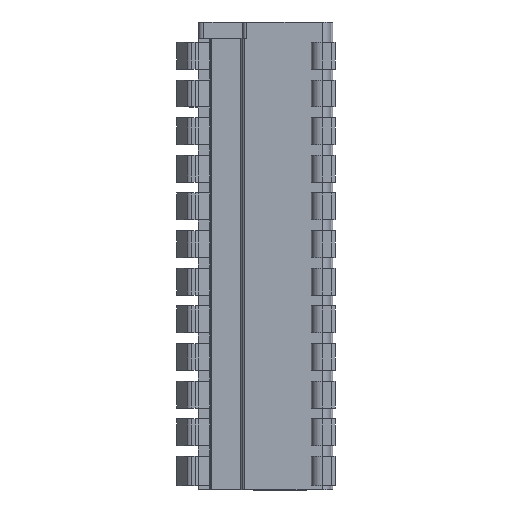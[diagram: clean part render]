
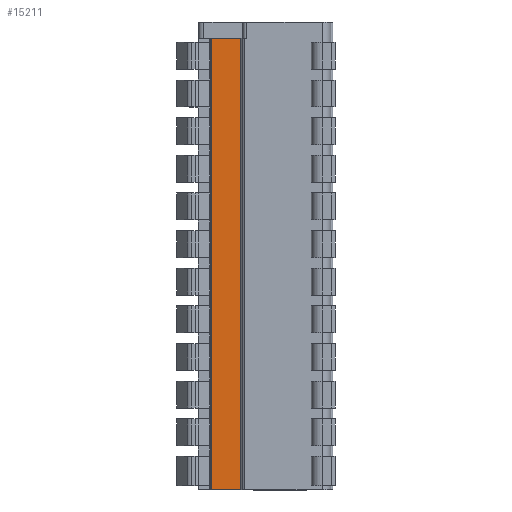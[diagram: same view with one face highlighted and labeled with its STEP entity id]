
A CAD part, top view. The second image highlights one B-rep face of the part: STEP entity #15211.
In plain terms, the highlighted planar face has unit normal (0, 0, 1).
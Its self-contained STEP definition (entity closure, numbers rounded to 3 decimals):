
#36=DIRECTION('',(1.,0.,0.));
#37=VECTOR('',#36,2.7);
#38=CARTESIAN_POINT('',(-4.12,0.,2.73));
#39=LINE('',#38,#37);
#1600=DIRECTION('',(1.,0.,0.));
#1601=VECTOR('',#1600,2.7);
#1602=CARTESIAN_POINT('',(-4.12,-42.,2.73));
#1603=LINE('',#1602,#1601);
#5160=DIRECTION('',(0.,-1.,0.));
#5161=VECTOR('',#5160,42.);
#5162=CARTESIAN_POINT('',(-4.12,0.,2.73));
#5163=LINE('',#5162,#5161);
#5164=DIRECTION('',(0.,-1.,0.));
#5165=VECTOR('',#5164,42.);
#5166=CARTESIAN_POINT('',(-1.42,0.,2.73));
#5167=LINE('',#5166,#5165);
#6829=CARTESIAN_POINT('',(-4.12,0.,2.73));
#6830=VERTEX_POINT('',#6829);
#6831=CARTESIAN_POINT('',(-1.42,0.,2.73));
#6832=VERTEX_POINT('',#6831);
#6867=CARTESIAN_POINT('',(-4.12,-42.,2.73));
#6868=VERTEX_POINT('',#6867);
#6869=CARTESIAN_POINT('',(-1.42,-42.,2.73));
#6870=VERTEX_POINT('',#6869);
#15199=CARTESIAN_POINT('',(-4.12,0.,2.73));
#15200=DIRECTION('',(0.,0.,1.));
#15201=DIRECTION('',(1.,0.,0.));
#15202=AXIS2_PLACEMENT_3D('',#15199,#15200,#15201);
#15203=PLANE('',#15202);
#15204=ORIENTED_EDGE('',*,*,#8865,.T.);
#15206=ORIENTED_EDGE('',*,*,#15205,.T.);
#15207=ORIENTED_EDGE('',*,*,#10127,.F.);
#15208=ORIENTED_EDGE('',*,*,#15192,.F.);
#15209=EDGE_LOOP('',(#15204,#15206,#15207,#15208));
#15210=FACE_OUTER_BOUND('',#15209,.F.);
#15211=ADVANCED_FACE('',(#15210),#15203,.T.);
#8865=EDGE_CURVE('',#6830,#6832,#39,.T.);
#10127=EDGE_CURVE('',#6868,#6870,#1603,.T.);
#15192=EDGE_CURVE('',#6830,#6868,#5163,.T.);
#15205=EDGE_CURVE('',#6832,#6870,#5167,.T.);
